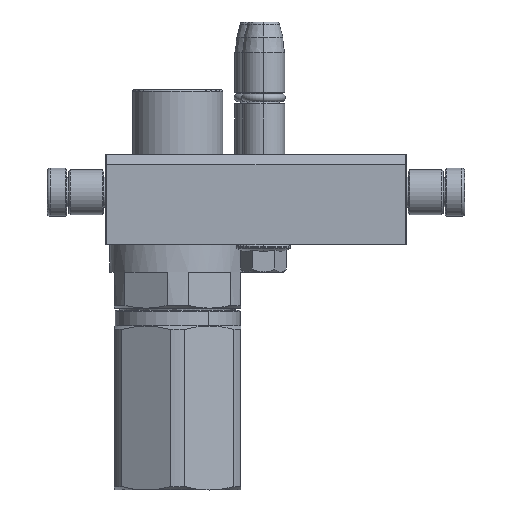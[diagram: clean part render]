
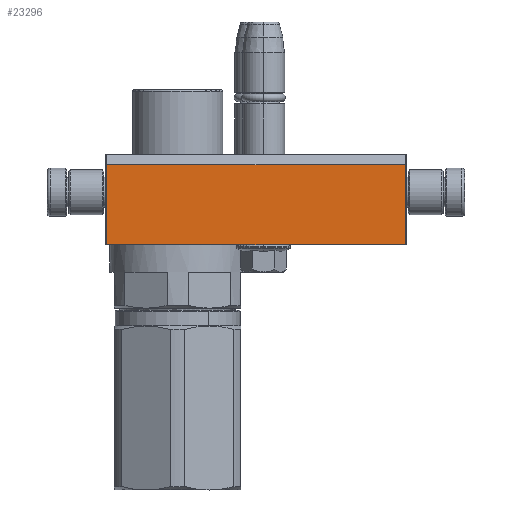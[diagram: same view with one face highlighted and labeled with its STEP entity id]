
A CAD part, left-side view. The second image highlights one B-rep face of the part: STEP entity #23296.
In plain terms, the highlighted face is planar.
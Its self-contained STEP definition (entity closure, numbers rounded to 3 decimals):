
#103 = FACE_OUTER_BOUND ( 'NONE', #24046, .T. ) ;
#1559 = CARTESIAN_POINT ( 'NONE',  ( 49.5, -15., 56. ) ) ;
#2101 = EDGE_CURVE ( 'NONE', #7017, #10067, #46909, .T. ) ;
#2217 = LINE ( 'NONE', #42628, #17979 ) ;
#3670 = DIRECTION ( 'NONE',  ( 0., 0., 1. ) ) ;
#5038 = CARTESIAN_POINT ( 'NONE',  ( -49.5, 11.536, 56. ) ) ;
#5114 = LINE ( 'NONE', #19144, #23723 ) ;
#5944 = VERTEX_POINT ( 'NONE', #26527 ) ;
#7017 = VERTEX_POINT ( 'NONE', #5038 ) ;
#10067 = VERTEX_POINT ( 'NONE', #34207 ) ;
#13936 = VERTEX_POINT ( 'NONE', #1559 ) ;
#17979 = VECTOR ( 'NONE', #31531, 1000. ) ;
#19144 = CARTESIAN_POINT ( 'NONE',  ( -49.5, -15., 56. ) ) ;
#20326 = EDGE_CURVE ( 'NONE', #13936, #10067, #32621, .T. ) ;
#20626 = VECTOR ( 'NONE', #45361, 1000. ) ;
#20703 = EDGE_CURVE ( 'NONE', #5944, #7017, #2217, .T. ) ;
#20795 = DIRECTION ( 'NONE',  ( 0., 1., 0. ) ) ;
#22705 = VECTOR ( 'NONE', #20795, 1000. ) ;
#23296 = ADVANCED_FACE ( 'NONE', ( #103 ), #33183, .T. ) ;
#23723 = VECTOR ( 'NONE', #45250, 1000. ) ;
#24046 = EDGE_LOOP ( 'NONE', ( #29094, #36823, #32036, #41939 ) ) ;
#26527 = CARTESIAN_POINT ( 'NONE',  ( -49.5, -15., 56. ) ) ;
#26606 = CARTESIAN_POINT ( 'NONE',  ( -49.5, 11.536, 56. ) ) ;
#29094 = ORIENTED_EDGE ( 'NONE', *, *, #44800, .T. ) ;
#31531 = DIRECTION ( 'NONE',  ( 0., 1., 0. ) ) ;
#32036 = ORIENTED_EDGE ( 'NONE', *, *, #2101, .F. ) ;
#32379 = CARTESIAN_POINT ( 'NONE',  ( 49.5, -15., 56. ) ) ;
#32621 = LINE ( 'NONE', #32379, #22705 ) ;
#33183 = PLANE ( 'NONE',  #44637 ) ;
#34207 = CARTESIAN_POINT ( 'NONE',  ( 49.5, 11.536, 56. ) ) ;
#36823 = ORIENTED_EDGE ( 'NONE', *, *, #20326, .T. ) ;
#41939 = ORIENTED_EDGE ( 'NONE', *, *, #20703, .F. ) ;
#42628 = CARTESIAN_POINT ( 'NONE',  ( -49.5, -15., 56. ) ) ;
#44599 = DIRECTION ( 'NONE',  ( 1., 0., 0. ) ) ;
#44637 = AXIS2_PLACEMENT_3D ( 'NONE', #48348, #3670, #44599 ) ;
#44800 = EDGE_CURVE ( 'NONE', #5944, #13936, #5114, .T. ) ;
#45250 = DIRECTION ( 'NONE',  ( 1., 0., 0. ) ) ;
#45361 = DIRECTION ( 'NONE',  ( 1., 0., 0. ) ) ;
#46909 = LINE ( 'NONE', #26606, #20626 ) ;
#48348 = CARTESIAN_POINT ( 'NONE',  ( -50., -15., 56. ) ) ;
